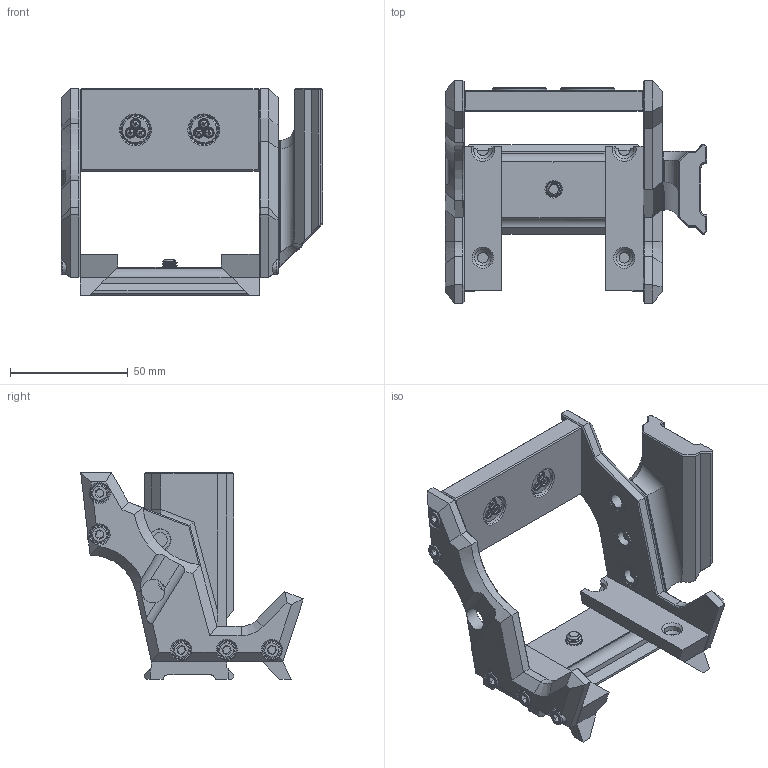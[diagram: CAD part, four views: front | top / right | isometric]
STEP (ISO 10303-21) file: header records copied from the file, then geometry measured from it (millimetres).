
FILE_DESCRIPTION(/* description */ ('Unknown'),/* implementation_level */ '2;1');
FILE_NAME(/* name */ 'seagull_4A104_jawboneHalfCage_assembly',/* time_stamp */ '2026-01-13T22:47:22-05:00',/* author */ ('Unknown'),/* organization */ ('Unknown'),/* preprocessor_version */ 'ST-DEVELOPER v18.1',/* originating_system */ 'Solid Edge',/* authorisation */ 'Unknown');
FILE_SCHEMA (('AUTOMOTIVE_DESIGN {1 0 10303 214 3 1 1}'));
Length unit declared in the file: millimetre
Products named in the file (15): seagull_4A104_jawboneCage; seagull4A_l-Bracket_focus_002; M4_heatSetInsert_8mm; seagull4A_l-Bracket_winder_002; seagull4A_l-Bracket_arcaSwissBase_002; seagull4A_l-Bracket_brace_002; seagull4A_l-Bracket_filmDial_002; seagull4A_l-Bracket_filmDial_back_002; seagull4A_l-Bracket_arcaSwissSideBase_002; M4_hexCapHead_12mm; 1_4-20_8-8mm_x_7mm_heatSet; 1_4-20_buttonHead_12mm; 1_4-20_buttonHead_9.35mm; M1.6_panHead_5mm; M1.6_panHead_5mm_mir
Assembly tree (41 placements, depth 2):
  seagull_4A104_jawboneCage
    seagull4A_l-Bracket_focus_002
    M4_heatSetInsert_8mm  x10
    seagull4A_l-Bracket_winder_002
    seagull4A_l-Bracket_arcaSwissBase_002
    seagull4A_l-Bracket_brace_002
    seagull4A_l-Bracket_filmDial_002  x2
    seagull4A_l-Bracket_filmDial_back_002  x2
    seagull4A_l-Bracket_arcaSwissSideBase_002
    M4_hexCapHead_12mm  x10
    1_4-20_8-8mm_x_7mm_heatSet  x3
    1_4-20_buttonHead_12mm  x2
    1_4-20_buttonHead_9.35mm
    M1.6_panHead_5mm  x3
    M1.6_panHead_5mm_mir  x3
Bounding box: 111 x 94.4 x 87.75 mm (x, y, z)
Volume: 129190.8 mm3; surface area: 59662 mm2
Topology: 50 solids, 50 shells, 1672 faces, 3940 edges, 2447 vertices
Faces by surface type: plane 1072, cone 296, cylinder 221, bspline 39, torus 38, sphere 6
Full cylindrical faces by diameter (mm): 1.6 x6, 1.8 x6, 3.203 x6, 4 x36, 4.5 x2, 5.3 x30, 6 x20, 6.3 x3, 6.35 x3, 7 x12, 8 x10, 8.75 x3, 8.9 x3, 9 x3, 10 x3, 10.5 x2, 12 x2, 12.5 x2, 14 x2, 23 x2, 24 x2
Entity records: 37174 total; most frequent: CARTESIAN_POINT 17256, DIRECTION 3873, ORIENTED_EDGE 3870, EDGE_CURVE 1935, AXIS2_PLACEMENT_3D 1505, VERTEX_POINT 1265, EDGE_LOOP 1138, FACE_BOUND 1138
